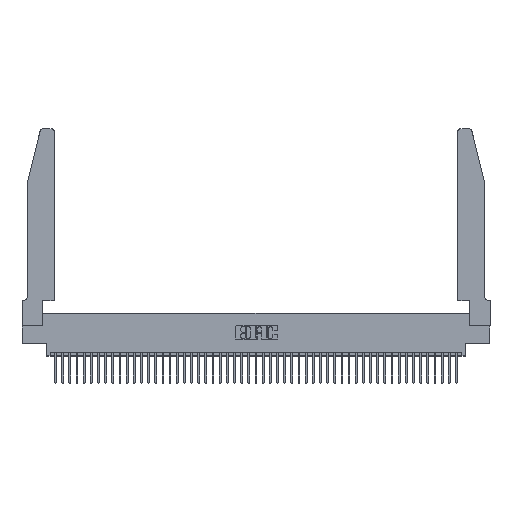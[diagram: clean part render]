
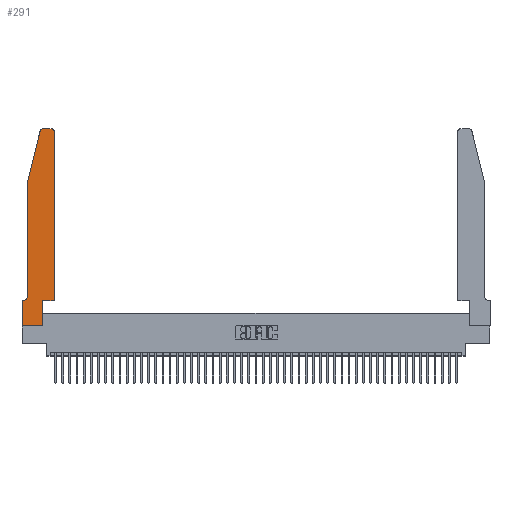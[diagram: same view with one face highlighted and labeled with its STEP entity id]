
A CAD part, top view. The second image highlights one B-rep face of the part: STEP entity #291.
In plain terms, the highlighted planar face has unit normal (0, 0, 1).
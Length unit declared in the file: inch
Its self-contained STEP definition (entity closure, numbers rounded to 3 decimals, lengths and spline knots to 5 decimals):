
#146 = VERTEX_POINT ( 'NONE', #8936 ) ;
#219 = EDGE_CURVE ( 'NONE', #25465, #36276, #31895, .T. ) ;
#291 = ADVANCED_FACE ( 'NONE', ( #37036 ), #19337, .T. ) ;
#559 = CARTESIAN_POINT ( 'NONE',  ( 0.284, 2.72, 0.37 ) ) ;
#1838 = AXIS2_PLACEMENT_3D ( 'NONE', #23547, #31803, #9588 ) ;
#3079 = CARTESIAN_POINT ( 'NONE',  ( 0., 0., 0.37 ) ) ;
#3224 = ORIENTED_EDGE ( 'NONE', *, *, #31098, .T. ) ;
#3643 = LINE ( 'NONE', #10837, #34681 ) ;
#3806 = LINE ( 'NONE', #42079, #18171 ) ;
#4602 = ORIENTED_EDGE ( 'NONE', *, *, #10513, .T. ) ;
#5692 = DIRECTION ( 'NONE',  ( 1., 0., 0. ) ) ;
#5858 = DIRECTION ( 'NONE',  ( 0., 0., 1. ) ) ;
#6295 = CARTESIAN_POINT ( 'NONE',  ( 0.4205, 2.75, 0.37 ) ) ;
#7117 = EDGE_LOOP ( 'NONE', ( #7699, #43014, #27598, #34869, #12066, #3224, #20048, #11802, #19825, #29812, #8976, #4602 ) ) ;
#7699 = ORIENTED_EDGE ( 'NONE', *, *, #27875, .T. ) ;
#8181 = EDGE_CURVE ( 'NONE', #38625, #36881, #28908, .T. ) ;
#8353 = CARTESIAN_POINT ( 'NONE',  ( 0.0755, 2., 0.37 ) ) ;
#8936 = CARTESIAN_POINT ( 'NONE',  ( 0.25487, 2.72718, 0.37 ) ) ;
#8976 = ORIENTED_EDGE ( 'NONE', *, *, #27009, .T. ) ;
#9588 = DIRECTION ( 'NONE',  ( 1., 0., 0. ) ) ;
#9592 = VERTEX_POINT ( 'NONE', #19838 ) ;
#10272 = LINE ( 'NONE', #16232, #27534 ) ;
#10513 = EDGE_CURVE ( 'NONE', #40839, #11255, #27493, .T. ) ;
#10606 = VECTOR ( 'NONE', #12490, 39.37008 ) ;
#10616 = AXIS2_PLACEMENT_3D ( 'NONE', #32350, #46661, #46487 ) ;
#10759 = CIRCLE ( 'NONE', #10616, 0.07 ) ;
#10837 = CARTESIAN_POINT ( 'NONE',  ( 0.2865, 0.35, 0.37 ) ) ;
#11159 = LINE ( 'NONE', #38049, #10606 ) ;
#11255 = VERTEX_POINT ( 'NONE', #6295 ) ;
#11802 = ORIENTED_EDGE ( 'NONE', *, *, #8181, .T. ) ;
#12066 = ORIENTED_EDGE ( 'NONE', *, *, #32791, .T. ) ;
#12490 = DIRECTION ( 'NONE',  ( 1., 0., 0. ) ) ;
#13609 = CARTESIAN_POINT ( 'NONE',  ( 0.0755, 2., 0.37 ) ) ;
#15360 = EDGE_CURVE ( 'NONE', #34393, #38625, #3806, .T. ) ;
#15521 = DIRECTION ( 'NONE',  ( -1., 0., 0. ) ) ;
#16232 = CARTESIAN_POINT ( 'NONE',  ( 0.2605, 2.75, 0.37 ) ) ;
#17356 = VECTOR ( 'NONE', #42005, 39.37008 ) ;
#18068 = DIRECTION ( 'NONE',  ( 0., 1., 0. ) ) ;
#18171 = VECTOR ( 'NONE', #21446, 39.37008 ) ;
#18585 = VECTOR ( 'NONE', #43006, 39.37008 ) ;
#19270 = CARTESIAN_POINT ( 'NONE',  ( 0., 0.35, 0.37 ) ) ;
#19337 = PLANE ( 'NONE',  #1838 ) ;
#19702 = CIRCLE ( 'NONE', #30476, 0.03 ) ;
#19825 = ORIENTED_EDGE ( 'NONE', *, *, #31611, .T. ) ;
#19838 = CARTESIAN_POINT ( 'NONE',  ( 0.0055, 0.35, 0.37 ) ) ;
#20048 = ORIENTED_EDGE ( 'NONE', *, *, #15360, .T. ) ;
#21361 = CARTESIAN_POINT ( 'NONE',  ( 0.4505, 0.35, 0.37 ) ) ;
#21446 = DIRECTION ( 'NONE',  ( 0., -1., 0. ) ) ;
#21644 = EDGE_CURVE ( 'NONE', #32006, #146, #19702, .T. ) ;
#21836 = VECTOR ( 'NONE', #36621, 39.37008 ) ;
#22348 = DIRECTION ( 'NONE',  ( 1., 0., 0. ) ) ;
#22954 = LINE ( 'NONE', #29243, #21836 ) ;
#23133 = DIRECTION ( 'NONE',  ( -1., 0., 0. ) ) ;
#23547 = CARTESIAN_POINT ( 'NONE',  ( 0., 0.35, 0.37 ) ) ;
#25465 = VERTEX_POINT ( 'NONE', #44730 ) ;
#26341 = DIRECTION ( 'NONE',  ( 0., 0., 1. ) ) ;
#27009 = EDGE_CURVE ( 'NONE', #30730, #40839, #22954, .T. ) ;
#27493 = CIRCLE ( 'NONE', #30490, 0.03 ) ;
#27534 = VECTOR ( 'NONE', #23133, 39.37008 ) ;
#27598 = ORIENTED_EDGE ( 'NONE', *, *, #27751, .T. ) ;
#27751 = EDGE_CURVE ( 'NONE', #146, #25465, #45334, .T. ) ;
#27875 = EDGE_CURVE ( 'NONE', #11255, #32006, #10272, .T. ) ;
#28267 = CARTESIAN_POINT ( 'NONE',  ( 0.2865, 0.35, 0.37 ) ) ;
#28908 = LINE ( 'NONE', #46193, #17356 ) ;
#29243 = CARTESIAN_POINT ( 'NONE',  ( 0.4505, 0.35, 0.37 ) ) ;
#29812 = ORIENTED_EDGE ( 'NONE', *, *, #33093, .T. ) ;
#29953 = DIRECTION ( 'NONE',  ( -0.239, -0.971, 0. ) ) ;
#30476 = AXIS2_PLACEMENT_3D ( 'NONE', #559, #26341, #22348 ) ;
#30490 = AXIS2_PLACEMENT_3D ( 'NONE', #42167, #5858, #5692 ) ;
#30730 = VERTEX_POINT ( 'NONE', #21361 ) ;
#31098 = EDGE_CURVE ( 'NONE', #9592, #34393, #33522, .T. ) ;
#31611 = EDGE_CURVE ( 'NONE', #36881, #47401, #3643, .T. ) ;
#31803 = DIRECTION ( 'NONE',  ( 0., 0., 1. ) ) ;
#31895 = LINE ( 'NONE', #13609, #18585 ) ;
#32006 = VERTEX_POINT ( 'NONE', #43105 ) ;
#32350 = CARTESIAN_POINT ( 'NONE',  ( 0.0055, 0.42, 0.37 ) ) ;
#32791 = EDGE_CURVE ( 'NONE', #36276, #9592, #10759, .T. ) ;
#33093 = EDGE_CURVE ( 'NONE', #47401, #30730, #11159, .T. ) ;
#33473 = CARTESIAN_POINT ( 'NONE',  ( 0.4505, 2.72, 0.37 ) ) ;
#33522 = LINE ( 'NONE', #33568, #35296 ) ;
#33568 = CARTESIAN_POINT ( 'NONE',  ( 0.0755, 0.35, 0.37 ) ) ;
#34393 = VERTEX_POINT ( 'NONE', #19270 ) ;
#34681 = VECTOR ( 'NONE', #18068, 39.37008 ) ;
#34869 = ORIENTED_EDGE ( 'NONE', *, *, #219, .T. ) ;
#35296 = VECTOR ( 'NONE', #15521, 39.37008 ) ;
#36276 = VERTEX_POINT ( 'NONE', #38310 ) ;
#36621 = DIRECTION ( 'NONE',  ( 0., 1., 0. ) ) ;
#36881 = VERTEX_POINT ( 'NONE', #42923 ) ;
#37036 = FACE_OUTER_BOUND ( 'NONE', #7117, .T. ) ;
#38049 = CARTESIAN_POINT ( 'NONE',  ( 0.4505, 0.35, 0.37 ) ) ;
#38310 = CARTESIAN_POINT ( 'NONE',  ( 0.0755, 0.42, 0.37 ) ) ;
#38625 = VERTEX_POINT ( 'NONE', #3079 ) ;
#39588 = VECTOR ( 'NONE', #29953, 39.37008 ) ;
#40839 = VERTEX_POINT ( 'NONE', #33473 ) ;
#42005 = DIRECTION ( 'NONE',  ( 1., 0., 0. ) ) ;
#42079 = CARTESIAN_POINT ( 'NONE',  ( 0., 0., 0.37 ) ) ;
#42167 = CARTESIAN_POINT ( 'NONE',  ( 0.4205, 2.72, 0.37 ) ) ;
#42923 = CARTESIAN_POINT ( 'NONE',  ( 0.2865, 0., 0.37 ) ) ;
#43006 = DIRECTION ( 'NONE',  ( 0., -1., 0. ) ) ;
#43014 = ORIENTED_EDGE ( 'NONE', *, *, #21644, .T. ) ;
#43105 = CARTESIAN_POINT ( 'NONE',  ( 0.284, 2.75, 0.37 ) ) ;
#44730 = CARTESIAN_POINT ( 'NONE',  ( 0.0755, 2., 0.37 ) ) ;
#45334 = LINE ( 'NONE', #8353, #39588 ) ;
#46193 = CARTESIAN_POINT ( 'NONE',  ( 0., 0., 0.37 ) ) ;
#46487 = DIRECTION ( 'NONE',  ( -1., 0., 0. ) ) ;
#46661 = DIRECTION ( 'NONE',  ( 0., 0., -1. ) ) ;
#47401 = VERTEX_POINT ( 'NONE', #28267 ) ;
